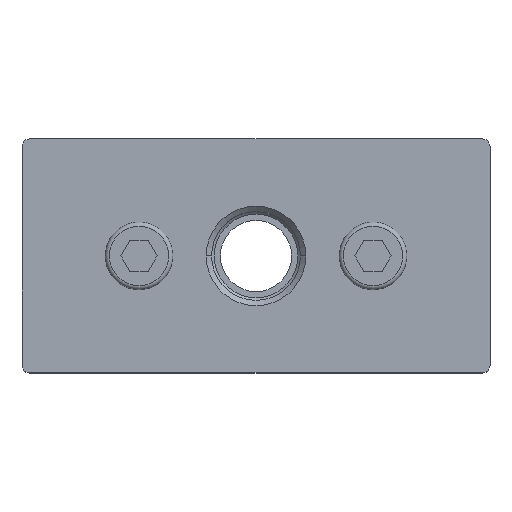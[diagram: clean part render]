
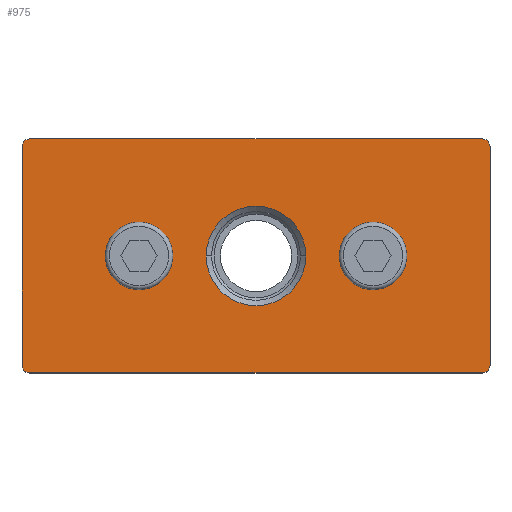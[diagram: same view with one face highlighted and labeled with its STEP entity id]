
A CAD part, top view. The second image highlights one B-rep face of the part: STEP entity #975.
In plain terms, the highlighted planar face has unit normal (0, 0, 1).
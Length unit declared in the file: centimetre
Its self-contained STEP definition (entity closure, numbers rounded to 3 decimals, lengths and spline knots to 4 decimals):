
#57=FACE_BOUND('',#147,.T.);
#58=FACE_BOUND('',#148,.T.);
#59=FACE_BOUND('',#149,.T.);
#82=FACE_OUTER_BOUND('',#146,.T.);
#146=EDGE_LOOP('',(#712,#713,#714,#715,#716,#717,#718,#719));
#147=EDGE_LOOP('',(#720));
#148=EDGE_LOOP('',(#721));
#149=EDGE_LOOP('',(#722,#723));
#212=LINE('',#1488,#297);
#216=LINE('',#1497,#301);
#224=LINE('',#1533,#309);
#225=LINE('',#1537,#310);
#297=VECTOR('',#1171,1.);
#301=VECTOR('',#1181,1.);
#309=VECTOR('',#1225,1.);
#310=VECTOR('',#1228,1.);
#385=CIRCLE('',#1040,1.5);
#386=CIRCLE('',#1043,1.5);
#393=CIRCLE('',#1056,9.5725);
#394=CIRCLE('',#1058,9.5725);
#395=CIRCLE('',#1060,1.5);
#396=CIRCLE('',#1061,1.5);
#397=CIRCLE('',#1062,4.5);
#398=CIRCLE('',#1063,4.5);
#441=VERTEX_POINT('',#1485);
#442=VERTEX_POINT('',#1487);
#443=VERTEX_POINT('',#1491);
#444=VERTEX_POINT('',#1495);
#445=VERTEX_POINT('',#1499);
#452=VERTEX_POINT('',#1524);
#453=VERTEX_POINT('',#1526);
#454=VERTEX_POINT('',#1532);
#455=VERTEX_POINT('',#1534);
#456=VERTEX_POINT('',#1536);
#457=VERTEX_POINT('',#1539);
#458=VERTEX_POINT('',#1541);
#532=EDGE_CURVE('',#442,#441,#212,.T.);
#535=EDGE_CURVE('',#441,#443,#385,.T.);
#537=EDGE_CURVE('',#443,#444,#216,.T.);
#539=EDGE_CURVE('',#444,#445,#386,.T.);
#551=EDGE_CURVE('',#452,#453,#393,.T.);
#553=EDGE_CURVE('',#453,#452,#394,.T.);
#554=EDGE_CURVE('',#445,#454,#224,.T.);
#555=EDGE_CURVE('',#454,#455,#395,.T.);
#556=EDGE_CURVE('',#455,#456,#225,.T.);
#557=EDGE_CURVE('',#456,#442,#396,.T.);
#558=EDGE_CURVE('',#457,#457,#397,.T.);
#559=EDGE_CURVE('',#458,#458,#398,.T.);
#712=ORIENTED_EDGE('',*,*,#537,.T.);
#713=ORIENTED_EDGE('',*,*,#539,.T.);
#714=ORIENTED_EDGE('',*,*,#554,.T.);
#715=ORIENTED_EDGE('',*,*,#555,.T.);
#716=ORIENTED_EDGE('',*,*,#556,.T.);
#717=ORIENTED_EDGE('',*,*,#557,.T.);
#718=ORIENTED_EDGE('',*,*,#532,.T.);
#719=ORIENTED_EDGE('',*,*,#535,.T.);
#720=ORIENTED_EDGE('',*,*,#558,.T.);
#721=ORIENTED_EDGE('',*,*,#559,.T.);
#722=ORIENTED_EDGE('',*,*,#551,.F.);
#723=ORIENTED_EDGE('',*,*,#553,.F.);
#934=PLANE('',#1059);
#975=ADVANCED_FACE('',(#82,#57,#58,#59),#934,.T.);
#1040=AXIS2_PLACEMENT_3D('',#1493,#1176,#1177);
#1043=AXIS2_PLACEMENT_3D('',#1501,#1185,#1186);
#1056=AXIS2_PLACEMENT_3D('',#1527,#1216,#1217);
#1058=AXIS2_PLACEMENT_3D('',#1530,#1221,#1222);
#1059=AXIS2_PLACEMENT_3D('',#1531,#1223,#1224);
#1060=AXIS2_PLACEMENT_3D('',#1535,#1226,#1227);
#1061=AXIS2_PLACEMENT_3D('',#1538,#1229,#1230);
#1062=AXIS2_PLACEMENT_3D('',#1540,#1231,#1232);
#1063=AXIS2_PLACEMENT_3D('',#1542,#1233,#1234);
#1171=DIRECTION('',(0.,-1.,0.));
#1176=DIRECTION('center_axis',(0.,0.,1.));
#1177=DIRECTION('ref_axis',(-1.,0.,0.));
#1181=DIRECTION('',(1.,0.,0.));
#1185=DIRECTION('center_axis',(0.,0.,1.));
#1186=DIRECTION('ref_axis',(0.,-1.,0.));
#1216=DIRECTION('center_axis',(0.,0.,1.));
#1217=DIRECTION('ref_axis',(1.,0.,0.));
#1221=DIRECTION('center_axis',(0.,0.,1.));
#1222=DIRECTION('ref_axis',(1.,0.,0.));
#1223=DIRECTION('center_axis',(0.,0.,1.));
#1224=DIRECTION('ref_axis',(1.,0.,0.));
#1225=DIRECTION('',(0.,1.,0.));
#1226=DIRECTION('center_axis',(0.,0.,1.));
#1227=DIRECTION('ref_axis',(1.,0.,0.));
#1228=DIRECTION('',(-1.,0.,0.));
#1229=DIRECTION('center_axis',(0.,0.,1.));
#1230=DIRECTION('ref_axis',(0.,1.,0.));
#1231=DIRECTION('center_axis',(0.,0.,-1.));
#1232=DIRECTION('ref_axis',(-1.,0.,0.));
#1233=DIRECTION('center_axis',(0.,0.,-1.));
#1234=DIRECTION('ref_axis',(-1.,0.,0.));
#1485=CARTESIAN_POINT('',(0.,1.5,14.));
#1487=CARTESIAN_POINT('',(0.,43.5,14.));
#1488=CARTESIAN_POINT('',(0.,66.,14.));
#1491=CARTESIAN_POINT('',(1.5,0.,14.));
#1493=CARTESIAN_POINT('Origin',(1.5,1.5,14.));
#1495=CARTESIAN_POINT('',(88.5,0.,14.));
#1497=CARTESIAN_POINT('',(1.5,0.,14.));
#1499=CARTESIAN_POINT('',(90.,1.5,14.));
#1501=CARTESIAN_POINT('Origin',(88.5,1.5,14.));
#1524=CARTESIAN_POINT('',(54.5725,22.5,14.));
#1526=CARTESIAN_POINT('',(35.4275,22.5,14.));
#1527=CARTESIAN_POINT('Origin',(45.,22.5,14.));
#1530=CARTESIAN_POINT('Origin',(45.,22.5,14.));
#1531=CARTESIAN_POINT('Origin',(45.,22.5,14.));
#1532=CARTESIAN_POINT('',(90.,43.5,14.));
#1533=CARTESIAN_POINT('',(90.,1.5,14.));
#1534=CARTESIAN_POINT('',(88.5,45.,14.));
#1535=CARTESIAN_POINT('Origin',(88.5,43.5,14.));
#1536=CARTESIAN_POINT('',(1.5,45.,14.));
#1537=CARTESIAN_POINT('',(88.5,45.,14.));
#1538=CARTESIAN_POINT('Origin',(1.5,43.5,14.));
#1539=CARTESIAN_POINT('',(72.,22.5,14.));
#1540=CARTESIAN_POINT('Origin',(67.5,22.5,14.));
#1541=CARTESIAN_POINT('',(27.,22.5,14.));
#1542=CARTESIAN_POINT('Origin',(22.5,22.5,14.));
